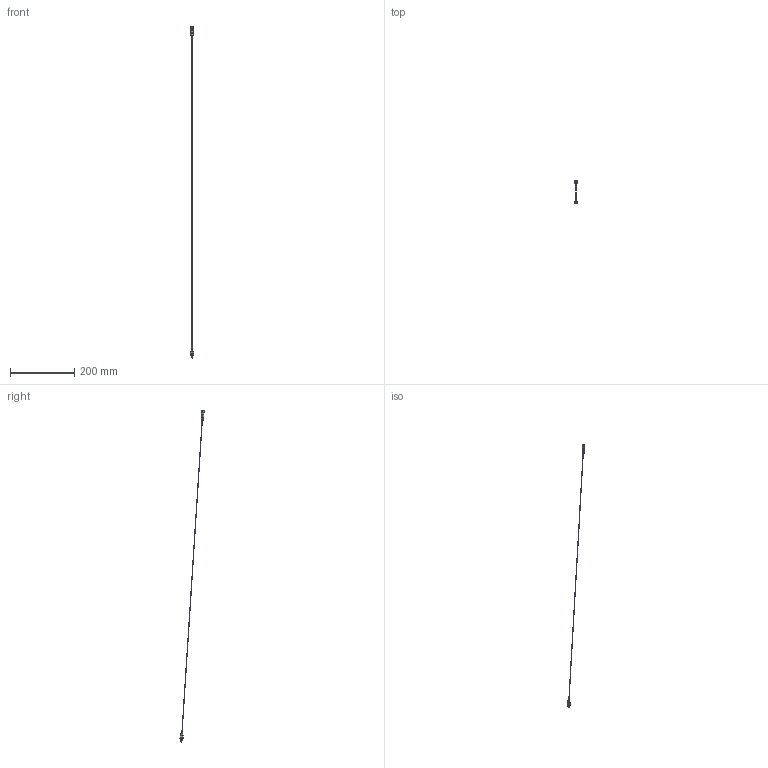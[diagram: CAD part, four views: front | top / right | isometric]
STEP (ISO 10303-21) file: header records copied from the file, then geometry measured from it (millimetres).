
FILE_DESCRIPTION (( 'STEP AP203' ), '1' );
FILE_NAME ('19173-E0W.STEP', '2022-08-16T14:22:05', ( '' ), ( '' ), 'SwSTEP 2.0', 'SolidWorks 2018', '' );
FILE_SCHEMA (( 'CONFIG_CONTROL_DESIGN' ));
Length unit declared in the file: millimetre
Products named in the file (1): 19173-E0W
Bounding box: 9.99 x 74.57 x 1031.03 mm (x, y, z)
Volume: 2587.9 mm3; surface area: 7870.6 mm2
Topology: 12 solids, 12 shells, 521 faces, 1570 edges, 1115 vertices
Faces by surface type: plane 252, cylinder 223, cone 38, torus 4, bspline 2, sphere 2
Entity records: 20918 total; most frequent: CARTESIAN_POINT 6954, ORIENTED_EDGE 3136, DIRECTION 2624, EDGE_CURVE 1568, VERTEX_POINT 1115, AXIS2_PLACEMENT_3D 1051, EDGE_LOOP 625, CIRCLE 531
